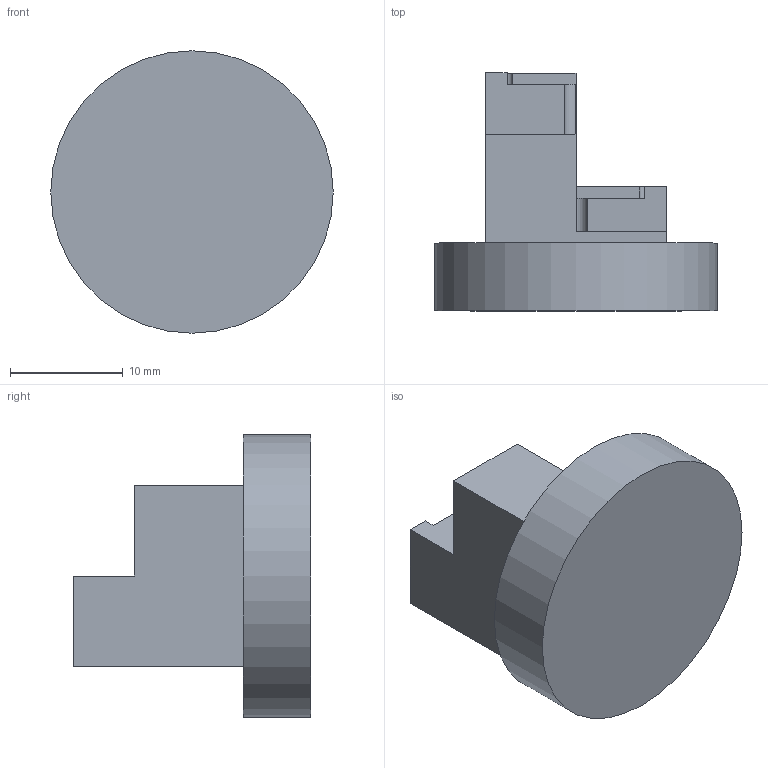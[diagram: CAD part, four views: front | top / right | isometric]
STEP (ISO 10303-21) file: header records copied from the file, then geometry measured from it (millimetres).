
FILE_DESCRIPTION(/* description */ (''),/* implementation_level */ '2;1');
FILE_NAME(/* name */ 'Mirror holder -v3 v3.step',/* time_stamp */ '2018-01-25T09:21:50-05:00',/* author */ ('weisenburger'),/* organization */ (''),/* preprocessor_version */ 'ST-DEVELOPER v16.13',/* originating_system */ 'Autodesk Translation Framework v6.5.0.72',/* authorisation */ '');
FILE_SCHEMA (('AUTOMOTIVE_DESIGN { 1 0 10303 214 3 1 1 }'));
Length unit declared in the file: millimetre
Products named in the file (1): Mirror holder -v3
Bounding box: 25 x 21.06 x 25 mm (x, y, z)
Volume: 4732.2 mm3; surface area: 2242.8 mm2
Topology: 1 solids, 1 shells, 33 faces, 89 edges, 59 vertices
Faces by surface type: plane 27, cylinder 6
Full cylindrical faces by diameter (mm): 2 x1, 25 x1
Entity records: 1063 total; most frequent: CARTESIAN_POINT 182, ORIENTED_EDGE 178, DIRECTION 172, EDGE_CURVE 89, LINE 74, VECTOR 74, VERTEX_POINT 59, AXIS2_PLACEMENT_3D 49
